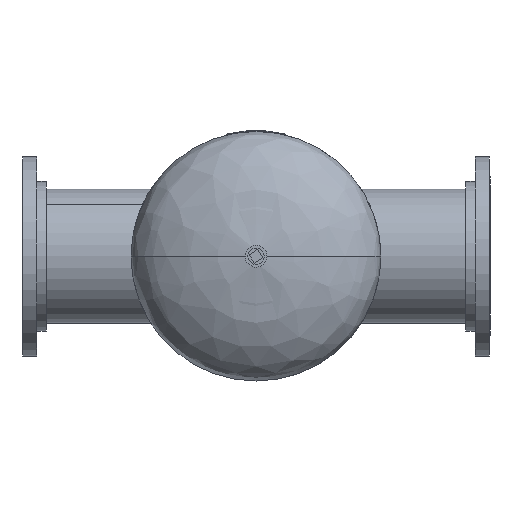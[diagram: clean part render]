
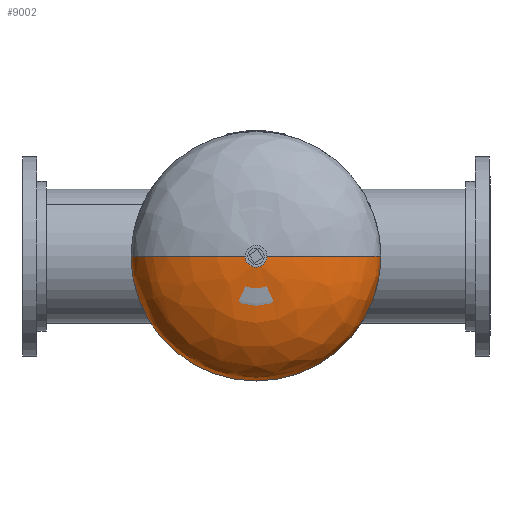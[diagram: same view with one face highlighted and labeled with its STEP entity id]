
A CAD part, front view. The second image highlights one B-rep face of the part: STEP entity #9002.
In plain terms, the highlighted free-form (B-spline) face has degree [3, 3] with [4, 4] control points.
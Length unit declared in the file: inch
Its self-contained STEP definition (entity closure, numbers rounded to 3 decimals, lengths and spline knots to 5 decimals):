
#13 = DIRECTION ( 'NONE',  ( 0., 0., -1. ) ) ;
#166 =( BOUNDED_SURFACE ( )  B_SPLINE_SURFACE ( 3, 3, ( 
 ( #9143, #9190, #6677, #1868 ),
 ( #5121, #352, #3619, #6884 ),
 ( #7483, #8395, #7591, #10156 ),
 ( #244, #2823, #6069, #5016 ) ),
 .UNSPECIFIED., .F., .F., .F. ) 
 B_SPLINE_SURFACE_WITH_KNOTS ( ( 4, 4 ),
 ( 4, 4 ),
 ( 0., 1. ),
 ( 0., 1. ),
 .UNSPECIFIED. ) 
 GEOMETRIC_REPRESENTATION_ITEM ( )  RATIONAL_B_SPLINE_SURFACE ( (
 ( 1., 0.333, 0.333, 1.),
 ( 0.822, 0.274, 0.274, 0.822),
 ( 0.822, 0.274, 0.274, 0.822),
 ( 1., 0.333, 0.333, 1.) ) ) 
 REPRESENTATION_ITEM ( '' )  SURFACE ( )  );
#244 = CARTESIAN_POINT ( 'NONE',  ( -10., 0.5575, 0. ) ) ;
#301 = CARTESIAN_POINT ( 'NONE',  ( -0.75, 5.60574, 0. ) ) ;
#352 = CARTESIAN_POINT ( 'NONE',  ( -6.24942, 5.39635, -12.49885 ) ) ;
#568 = CARTESIAN_POINT ( 'NONE',  ( -10., 3.34945, 0. ) ) ;
#924 =( BOUNDED_CURVE ( )  B_SPLINE_CURVE ( 3, ( #7115, #7634, #3307, #9279 ),
 .UNSPECIFIED., .F., .T. ) 
 B_SPLINE_CURVE_WITH_KNOTS ( ( 4, 4 ),
 ( 1.64587, 3.14159 ),
 .UNSPECIFIED. ) 
 CURVE ( )  GEOMETRIC_REPRESENTATION_ITEM ( )  RATIONAL_B_SPLINE_CURVE ( ( 1., 0.822, 0.822, 1. ) ) 
 REPRESENTATION_ITEM ( '' )  );
#1058 = AXIS2_PLACEMENT_3D ( 'NONE', #9987, #2656, #6718 ) ;
#1298 = ORIENTED_EDGE ( 'NONE', *, *, #6501, .F. ) ;
#1462 = VERTEX_POINT ( 'NONE', #301 ) ;
#1744 = CIRCLE ( 'NONE', #1058, 10. ) ;
#1859 = CARTESIAN_POINT ( 'NONE',  ( 0., 5.60574, 0. ) ) ;
#1868 = CARTESIAN_POINT ( 'NONE',  ( 0.75, 5.60574, 0. ) ) ;
#1892 = AXIS2_PLACEMENT_3D ( 'NONE', #1859, #5115, #4896 ) ;
#2211 = ORIENTED_EDGE ( 'NONE', *, *, #2537, .T. ) ;
#2336 = CARTESIAN_POINT ( 'NONE',  ( 0., 0.5575, 0. ) ) ;
#2389 = DIRECTION ( 'NONE',  ( 0., -1., 0. ) ) ;
#2401 = CIRCLE ( 'NONE', #1892, 0.75 ) ;
#2537 = EDGE_CURVE ( 'NONE', #10168, #7940, #924, .T. ) ;
#2656 = DIRECTION ( 'NONE',  ( 0., -1., 0. ) ) ;
#2823 = CARTESIAN_POINT ( 'NONE',  ( -10., 0.5575, -20. ) ) ;
#3020 = CARTESIAN_POINT ( 'NONE',  ( 10., 0.5575, 0. ) ) ;
#3175 = EDGE_CURVE ( 'NONE', #1462, #3542, #4207, .T. ) ;
#3197 = CARTESIAN_POINT ( 'NONE',  ( -6.24942, 5.39635, 0. ) ) ;
#3307 = CARTESIAN_POINT ( 'NONE',  ( 10., 3.34945, 0. ) ) ;
#3542 = VERTEX_POINT ( 'NONE', #4405 ) ;
#3551 = DIRECTION ( 'NONE',  ( 0., -1., 0. ) ) ;
#3619 = CARTESIAN_POINT ( 'NONE',  ( 6.24942, 5.39635, -12.49885 ) ) ;
#3852 = CIRCLE ( 'NONE', #8323, 0.75 ) ;
#4207 =( BOUNDED_CURVE ( )  B_SPLINE_CURVE ( 3, ( #5595, #3197, #568, #6351 ),
 .UNSPECIFIED., .F., .F. ) 
 B_SPLINE_CURVE_WITH_KNOTS ( ( 4, 4 ),
 ( 1.64587, 3.14159 ),
 .UNSPECIFIED. ) 
 CURVE ( )  GEOMETRIC_REPRESENTATION_ITEM ( )  RATIONAL_B_SPLINE_CURVE ( ( 1., 0.822, 0.822, 1. ) ) 
 REPRESENTATION_ITEM ( '' )  );
#4297 = CIRCLE ( 'NONE', #5640, 10. ) ;
#4405 = CARTESIAN_POINT ( 'NONE',  ( -10., 0.5575, 0. ) ) ;
#4547 = CARTESIAN_POINT ( 'NONE',  ( 0.75, 5.60574, 0. ) ) ;
#4777 = ORIENTED_EDGE ( 'NONE', *, *, #6761, .F. ) ;
#4896 = DIRECTION ( 'NONE',  ( 0., 0., -1. ) ) ;
#5016 = CARTESIAN_POINT ( 'NONE',  ( 10., 0.5575, 0. ) ) ;
#5059 = DIRECTION ( 'NONE',  ( 0., 0., -1. ) ) ;
#5115 = DIRECTION ( 'NONE',  ( 0., -1., 0. ) ) ;
#5121 = CARTESIAN_POINT ( 'NONE',  ( -6.24942, 5.39635, 0. ) ) ;
#5595 = CARTESIAN_POINT ( 'NONE',  ( -0.75, 5.60574, 0. ) ) ;
#5610 = VERTEX_POINT ( 'NONE', #10390 ) ;
#5640 = AXIS2_PLACEMENT_3D ( 'NONE', #2336, #2389, #13 ) ;
#6069 = CARTESIAN_POINT ( 'NONE',  ( 10., 0.5575, -20. ) ) ;
#6351 = CARTESIAN_POINT ( 'NONE',  ( -10., 0.5575, 0. ) ) ;
#6501 = EDGE_CURVE ( 'NONE', #3542, #5610, #4297, .T. ) ;
#6677 = CARTESIAN_POINT ( 'NONE',  ( 0.75, 5.60574, -1.5 ) ) ;
#6718 = DIRECTION ( 'NONE',  ( 0., 0., -1. ) ) ;
#6731 = FACE_OUTER_BOUND ( 'NONE', #7303, .T. ) ;
#6761 = EDGE_CURVE ( 'NONE', #5610, #7940, #1744, .T. ) ;
#6884 = CARTESIAN_POINT ( 'NONE',  ( 6.24942, 5.39635, 0. ) ) ;
#7115 = CARTESIAN_POINT ( 'NONE',  ( 0.75, 5.60574, 0. ) ) ;
#7303 = EDGE_LOOP ( 'NONE', ( #9200, #10088, #8783, #2211, #4777, #1298 ) ) ;
#7358 = EDGE_CURVE ( 'NONE', #9853, #10168, #2401, .T. ) ;
#7483 = CARTESIAN_POINT ( 'NONE',  ( -10., 3.34945, 0. ) ) ;
#7591 = CARTESIAN_POINT ( 'NONE',  ( 10., 3.34945, -20. ) ) ;
#7634 = CARTESIAN_POINT ( 'NONE',  ( 6.24942, 5.39635, 0. ) ) ;
#7940 = VERTEX_POINT ( 'NONE', #3020 ) ;
#8323 = AXIS2_PLACEMENT_3D ( 'NONE', #9133, #3551, #5059 ) ;
#8395 = CARTESIAN_POINT ( 'NONE',  ( -10., 3.34945, -20. ) ) ;
#8430 = CARTESIAN_POINT ( 'NONE',  ( 0., 5.60574, -0.75 ) ) ;
#8783 = ORIENTED_EDGE ( 'NONE', *, *, #7358, .T. ) ;
#9002 = ADVANCED_FACE ( 'NONE', ( #6731 ), #166, .F. ) ;
#9133 = CARTESIAN_POINT ( 'NONE',  ( 0., 5.60574, 0. ) ) ;
#9143 = CARTESIAN_POINT ( 'NONE',  ( -0.75, 5.60574, 0. ) ) ;
#9190 = CARTESIAN_POINT ( 'NONE',  ( -0.75, 5.60574, -1.5 ) ) ;
#9200 = ORIENTED_EDGE ( 'NONE', *, *, #3175, .F. ) ;
#9279 = CARTESIAN_POINT ( 'NONE',  ( 10., 0.5575, 0. ) ) ;
#9847 = EDGE_CURVE ( 'NONE', #1462, #9853, #3852, .T. ) ;
#9853 = VERTEX_POINT ( 'NONE', #8430 ) ;
#9987 = CARTESIAN_POINT ( 'NONE',  ( 0., 0.5575, 0. ) ) ;
#10088 = ORIENTED_EDGE ( 'NONE', *, *, #9847, .T. ) ;
#10156 = CARTESIAN_POINT ( 'NONE',  ( 10., 3.34945, 0. ) ) ;
#10168 = VERTEX_POINT ( 'NONE', #4547 ) ;
#10390 = CARTESIAN_POINT ( 'NONE',  ( 0., 0.5575, -10. ) ) ;
